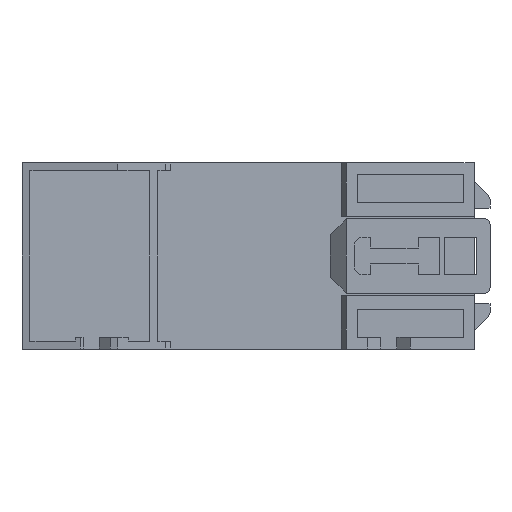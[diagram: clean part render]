
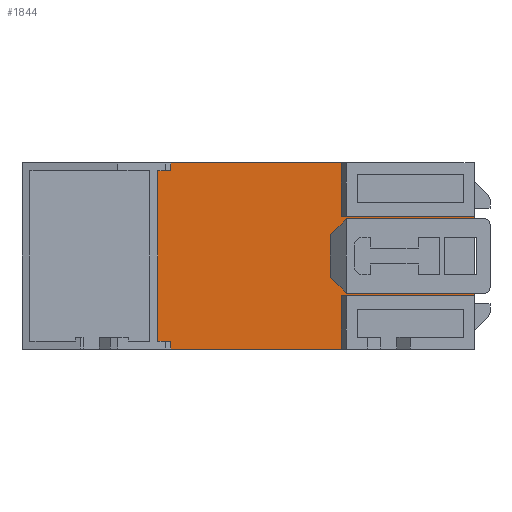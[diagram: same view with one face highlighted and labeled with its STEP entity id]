
A CAD part, front view. The second image highlights one B-rep face of the part: STEP entity #1844.
In plain terms, the highlighted planar face has unit normal (0, -1, 0).
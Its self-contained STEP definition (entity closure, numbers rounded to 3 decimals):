
#1844 = ADVANCED_FACE( '', ( #3660 ), #3661, .T. );
#3660 = FACE_OUTER_BOUND( '', #5800, .T. );
#3661 = PLANE( '', #5801 );
#5800 = EDGE_LOOP( '', ( #10944, #10945, #10946, #10947, #10948, #10949, #10950, #10951, #10952, #10953, #10954, #10955, #10956, #10957 ) );
#5801 = AXIS2_PLACEMENT_3D( '', #10958, #10959, #10960 );
#10944 = ORIENTED_EDGE( '', *, *, #11991, .T. );
#10945 = ORIENTED_EDGE( '', *, *, #11395, .F. );
#10946 = ORIENTED_EDGE( '', *, *, #13027, .F. );
#10947 = ORIENTED_EDGE( '', *, *, #12180, .T. );
#10948 = ORIENTED_EDGE( '', *, *, #11911, .T. );
#10949 = ORIENTED_EDGE( '', *, *, #12208, .F. );
#10950 = ORIENTED_EDGE( '', *, *, #13101, .F. );
#10951 = ORIENTED_EDGE( '', *, *, #12466, .T. );
#10952 = ORIENTED_EDGE( '', *, *, #12750, .F. );
#10953 = ORIENTED_EDGE( '', *, *, #11399, .F. );
#10954 = ORIENTED_EDGE( '', *, *, #11936, .T. );
#10955 = ORIENTED_EDGE( '', *, *, #12404, .F. );
#10956 = ORIENTED_EDGE( '', *, *, #11720, .T. );
#10957 = ORIENTED_EDGE( '', *, *, #12526, .F. );
#10958 = CARTESIAN_POINT( '', ( 17.5, -43.5, 0. ) );
#10959 = DIRECTION( '', ( 0., -1., 0. ) );
#10960 = DIRECTION( '', ( 0., 0., -1. ) );
#11395 = EDGE_CURVE( '', #13597, #13599, #13600, .T. );
#11399 = EDGE_CURVE( '', #13605, #13607, #13608, .T. );
#11720 = EDGE_CURVE( '', #14174, #14171, #14175, .T. );
#11911 = EDGE_CURVE( '', #14487, #14485, #14488, .T. );
#11936 = EDGE_CURVE( '', #13605, #14524, #14526, .T. );
#11991 = EDGE_CURVE( '', #14612, #13599, #14613, .T. );
#12180 = EDGE_CURVE( '', #14894, #14487, #14898, .T. );
#12208 = EDGE_CURVE( '', #14942, #14485, #14944, .T. );
#12404 = EDGE_CURVE( '', #14174, #14524, #15231, .T. );
#12466 = EDGE_CURVE( '', #15326, #15324, #15327, .T. );
#12526 = EDGE_CURVE( '', #14612, #14171, #15410, .T. );
#12750 = EDGE_CURVE( '', #13607, #15324, #15712, .T. );
#13027 = EDGE_CURVE( '', #14894, #13597, #16065, .T. );
#13101 = EDGE_CURVE( '', #15326, #14942, #16148, .T. );
#13597 = VERTEX_POINT( '', #16937 );
#13599 = VERTEX_POINT( '', #16940 );
#13600 = LINE( '', #16941, #16942 );
#13605 = VERTEX_POINT( '', #16949 );
#13607 = VERTEX_POINT( '', #16952 );
#13608 = LINE( '', #16953, #16954 );
#14171 = VERTEX_POINT( '', #17826 );
#14174 = VERTEX_POINT( '', #17830 );
#14175 = LINE( '', #17831, #17832 );
#14485 = VERTEX_POINT( '', #18301 );
#14487 = VERTEX_POINT( '', #18304 );
#14488 = LINE( '', #18305, #18306 );
#14524 = VERTEX_POINT( '', #18359 );
#14526 = LINE( '', #18362, #18363 );
#14612 = VERTEX_POINT( '', #18488 );
#14613 = LINE( '', #18489, #18490 );
#14894 = VERTEX_POINT( '', #18910 );
#14898 = LINE( '', #18916, #18917 );
#14942 = VERTEX_POINT( '', #18975 );
#14944 = LINE( '', #18978, #18979 );
#15231 = LINE( '', #19428, #19429 );
#15324 = VERTEX_POINT( '', #19559 );
#15326 = VERTEX_POINT( '', #19562 );
#15327 = LINE( '', #19563, #19564 );
#15410 = LINE( '', #19708, #19709 );
#15712 = LINE( '', #20186, #20187 );
#16065 = LINE( '', #20717, #20718 );
#16148 = LINE( '', #20833, #20834 );
#16937 = CARTESIAN_POINT( '', ( 42.5, -43.5, 25. ) );
#16940 = CARTESIAN_POINT( '', ( 42.5, -43.5, 24.5 ) );
#16941 = CARTESIAN_POINT( '', ( 42.5, -43.5, 25. ) );
#16942 = VECTOR( '', #21264, 1000. );
#16949 = CARTESIAN_POINT( '', ( 42.5, -43.5, 10.5 ) );
#16952 = CARTESIAN_POINT( '', ( 42.5, -43.5, 10. ) );
#16953 = CARTESIAN_POINT( '', ( 42.5, -43.5, 10.5 ) );
#16954 = VECTOR( '', #21268, 1000. );
#17826 = CARTESIAN_POINT( '', ( 15.5, -43.5, 21.5 ) );
#17830 = CARTESIAN_POINT( '', ( 15.5, -43.5, 13.5 ) );
#17831 = CARTESIAN_POINT( '', ( 15.5, -43.5, 13.5 ) );
#17832 = VECTOR( '', #21593, 1000. );
#18301 = CARTESIAN_POINT( '', ( -17.5, -43.5, 35. ) );
#18304 = CARTESIAN_POINT( '', ( 17.5, -43.5, 35. ) );
#18305 = CARTESIAN_POINT( '', ( 17.5, -43.5, 35. ) );
#18306 = VECTOR( '', #21771, 1000. );
#18359 = CARTESIAN_POINT( '', ( 18.5, -43.5, 10.5 ) );
#18362 = CARTESIAN_POINT( '', ( 42.5, -43.5, 10.5 ) );
#18363 = VECTOR( '', #21796, 1000. );
#18488 = CARTESIAN_POINT( '', ( 18.5, -43.5, 24.5 ) );
#18489 = CARTESIAN_POINT( '', ( 18.5, -43.5, 24.5 ) );
#18490 = VECTOR( '', #21853, 1000. );
#18910 = CARTESIAN_POINT( '', ( 17.5, -43.5, 25. ) );
#18916 = CARTESIAN_POINT( '', ( 17.5, -43.5, 25. ) );
#18917 = VECTOR( '', #22024, 1000. );
#18975 = CARTESIAN_POINT( '', ( -17.5, -43.5, 0. ) );
#18978 = CARTESIAN_POINT( '', ( -17.5, -43.5, 0. ) );
#18979 = VECTOR( '', #22058, 1000. );
#19428 = CARTESIAN_POINT( '', ( 18.5, -43.5, 10.5 ) );
#19429 = VECTOR( '', #22252, 1000. );
#19559 = CARTESIAN_POINT( '', ( 17.5, -43.5, 10. ) );
#19562 = CARTESIAN_POINT( '', ( 17.5, -43.5, 0. ) );
#19563 = CARTESIAN_POINT( '', ( 17.5, -43.5, 0. ) );
#19564 = VECTOR( '', #22312, 1000. );
#19708 = CARTESIAN_POINT( '', ( 15.5, -43.5, 21.5 ) );
#19709 = VECTOR( '', #22366, 1000. );
#20186 = CARTESIAN_POINT( '', ( 42.5, -43.5, 10. ) );
#20187 = VECTOR( '', #22550, 1000. );
#20717 = CARTESIAN_POINT( '', ( 17.5, -43.5, 25. ) );
#20718 = VECTOR( '', #22782, 1000. );
#20833 = CARTESIAN_POINT( '', ( 17.5, -43.5, 0. ) );
#20834 = VECTOR( '', #22836, 1000. );
#21264 = DIRECTION( '', ( 0., 0., -1. ) );
#21268 = DIRECTION( '', ( 0., 0., -1. ) );
#21593 = DIRECTION( '', ( 0., 0., 1. ) );
#21771 = DIRECTION( '', ( -1., 0., 0. ) );
#21796 = DIRECTION( '', ( -1., 0., 0. ) );
#21853 = DIRECTION( '', ( 1., 0., 0. ) );
#22024 = DIRECTION( '', ( 0., 0., 1. ) );
#22058 = DIRECTION( '', ( 0., 0., 1. ) );
#22252 = DIRECTION( '', ( 0.707, 0., -0.707 ) );
#22312 = DIRECTION( '', ( 0., 0., 1. ) );
#22366 = DIRECTION( '', ( -0.707, 0., -0.707 ) );
#22550 = DIRECTION( '', ( -1., 0., 0. ) );
#22782 = DIRECTION( '', ( 1., 0., 0. ) );
#22836 = DIRECTION( '', ( -1., 0., 0. ) );
